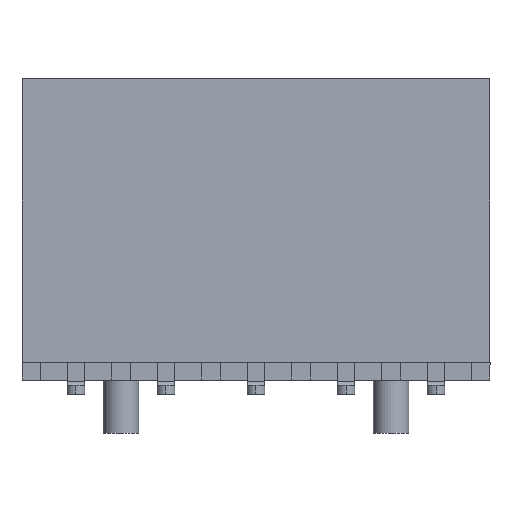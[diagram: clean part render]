
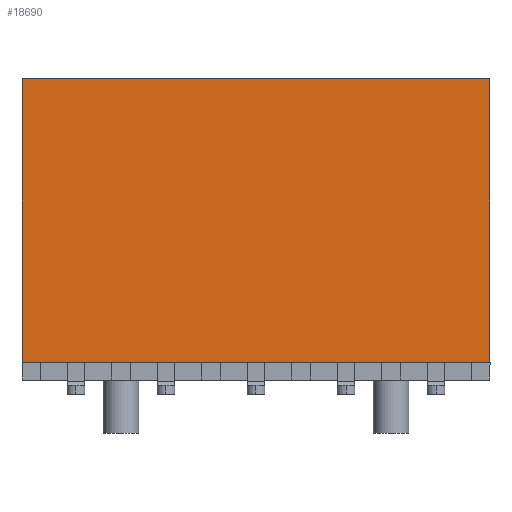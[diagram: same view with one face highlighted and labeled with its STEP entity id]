
A CAD part, front view. The second image highlights one B-rep face of the part: STEP entity #18690.
In plain terms, the highlighted planar face has unit normal (0, -1, 0).
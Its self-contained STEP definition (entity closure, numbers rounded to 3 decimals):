
#369 = CARTESIAN_POINT ( 'NONE',  ( -25.65, -2.54, 8.5 ) ) ;
#753 = PLANE ( 'NONE',  #20670 ) ;
#994 = EDGE_LOOP ( 'NONE', ( #15876, #14189, #16149, #4356 ) ) ;
#2319 = DIRECTION ( 'NONE',  ( 0., 0., 1. ) ) ;
#4091 = DIRECTION ( 'NONE',  ( -1., 0., 0. ) ) ;
#4356 = ORIENTED_EDGE ( 'NONE', *, *, #6717, .T. ) ;
#4472 = CARTESIAN_POINT ( 'NONE',  ( -12.45, -2.54, 8.5 ) ) ;
#4710 = LINE ( 'NONE', #18902, #20134 ) ;
#4822 = DIRECTION ( 'NONE',  ( 1., 0., 0. ) ) ;
#6717 = EDGE_CURVE ( 'NONE', #15554, #21266, #19150, .T. ) ;
#7171 = VECTOR ( 'NONE', #2319, 1000. ) ;
#8208 = CARTESIAN_POINT ( 'NONE',  ( -25.65, -2.54, 8.5 ) ) ;
#8940 = EDGE_CURVE ( 'NONE', #15554, #19494, #4710, .T. ) ;
#9036 = CARTESIAN_POINT ( 'NONE',  ( 80.85, -2.54, 0.5 ) ) ;
#9089 = LINE ( 'NONE', #17881, #7171 ) ;
#10453 = DIRECTION ( 'NONE',  ( 0., 0., -1. ) ) ;
#11393 = FACE_OUTER_BOUND ( 'NONE', #994, .T. ) ;
#11396 = EDGE_CURVE ( 'NONE', #19370, #19494, #9089, .T. ) ;
#13115 = CARTESIAN_POINT ( 'NONE',  ( -25.65, -2.54, 8.5 ) ) ;
#14189 = ORIENTED_EDGE ( 'NONE', *, *, #11396, .T. ) ;
#15554 = VERTEX_POINT ( 'NONE', #8208 ) ;
#15876 = ORIENTED_EDGE ( 'NONE', *, *, #20861, .F. ) ;
#15984 = CARTESIAN_POINT ( 'NONE',  ( -25.65, -2.54, 0.5 ) ) ;
#16149 = ORIENTED_EDGE ( 'NONE', *, *, #8940, .F. ) ;
#17603 = LINE ( 'NONE', #9036, #18771 ) ;
#17881 = CARTESIAN_POINT ( 'NONE',  ( -12.45, -2.54, 8.5 ) ) ;
#18370 = DIRECTION ( 'NONE',  ( 0., 1., 0. ) ) ;
#18690 = ADVANCED_FACE ( 'NONE', ( #11393 ), #753, .F. ) ;
#18771 = VECTOR ( 'NONE', #4091, 1000. ) ;
#18902 = CARTESIAN_POINT ( 'NONE',  ( -25.65, -2.54, 8.5 ) ) ;
#19150 = LINE ( 'NONE', #369, #20841 ) ;
#19370 = VERTEX_POINT ( 'NONE', #21189 ) ;
#19494 = VERTEX_POINT ( 'NONE', #4472 ) ;
#20134 = VECTOR ( 'NONE', #4822, 1000. ) ;
#20305 = DIRECTION ( 'NONE',  ( 0., 0., 1. ) ) ;
#20670 = AXIS2_PLACEMENT_3D ( 'NONE', #13115, #18370, #20305 ) ;
#20841 = VECTOR ( 'NONE', #10453, 1000. ) ;
#20861 = EDGE_CURVE ( 'NONE', #19370, #21266, #17603, .T. ) ;
#21189 = CARTESIAN_POINT ( 'NONE',  ( -12.45, -2.54, 0.5 ) ) ;
#21266 = VERTEX_POINT ( 'NONE', #15984 ) ;
